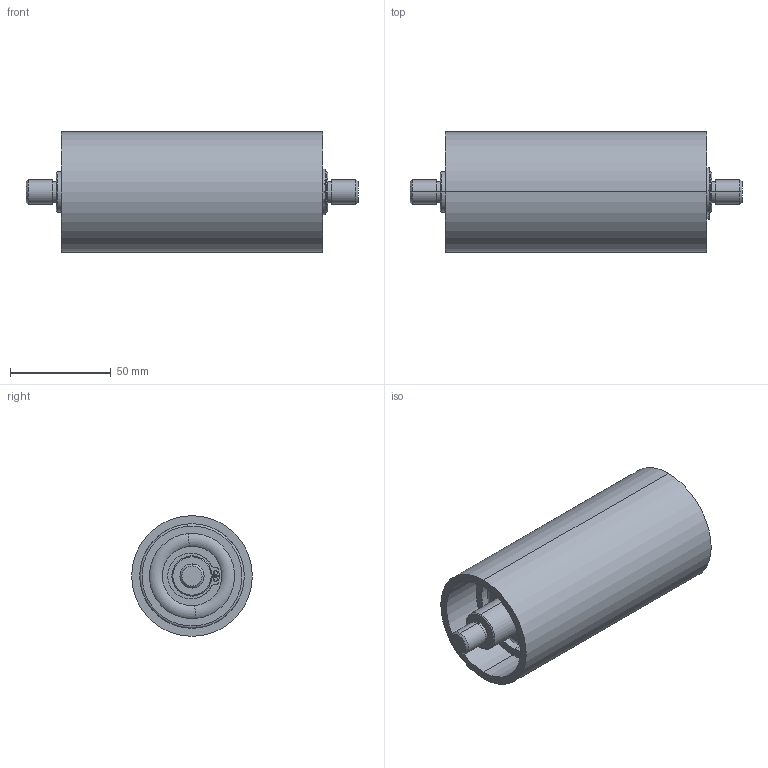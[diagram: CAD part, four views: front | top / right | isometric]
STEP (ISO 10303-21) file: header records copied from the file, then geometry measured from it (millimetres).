
FILE_DESCRIPTION (( 'STEP AP203' ), '1' );
FILE_NAME ('0781.STEP', '2025-06-17T14:19:00', ( '' ), ( '' ), 'SwSTEP 2.0', 'SolidWorks 2024', '' );
FILE_SCHEMA (( 'CONFIG_CONTROL_DESIGN' ));
Length unit declared in the file: millimetre
Products named in the file (5): 50523; 70506; circlip for shafts normal_din_Circlip DIN 471 - 20 x 1.2; radial ball bearing_68_din_DIN 625 - 6304 - 8,SI,NC,8_68; 0781
Assembly tree (6 placements, depth 2):
  0781
    50523
    70506
    radial ball bearing_68_din_DIN 625 - 6304 - 8,SI,NC,8_68  x2
    circlip for shafts normal_din_Circlip DIN 471 - 20 x 1.2  x2
Bounding box: 165 x 60 x 60 mm (x, y, z)
Volume: 249469.4 mm3; surface area: 74414.9 mm2
Topology: 6 solids, 6 shells, 154 faces, 338 edges, 212 vertices
Faces by surface type: cylinder 86, plane 36, torus 24, cone 8
Entity records: 3461 total; most frequent: DIRECTION 592, CARTESIAN_POINT 475, ORIENTED_EDGE 444, AXIS2_PLACEMENT_3D 257, EDGE_CURVE 222, CIRCLE 144, VERTEX_POINT 140, EDGE_LOOP 126
